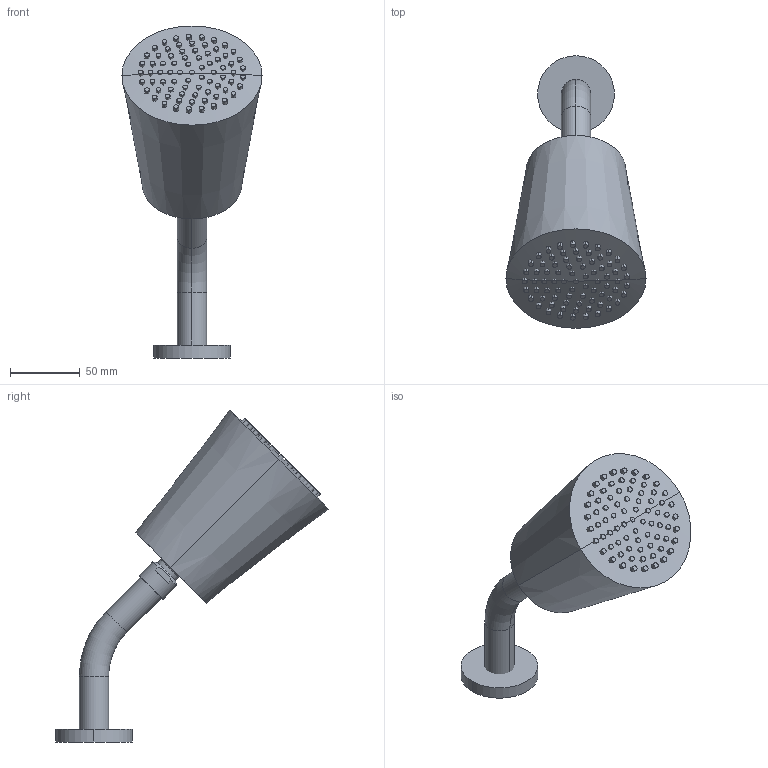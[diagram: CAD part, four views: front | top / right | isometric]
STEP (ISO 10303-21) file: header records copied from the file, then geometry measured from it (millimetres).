
FILE_DESCRIPTION (( 'STEP AP203' ), '1' );
FILE_NAME ('28504979-00.STEP', '2018-07-03T14:48:38', ( '' ), ( '' ), 'SwSTEP 2.0', 'SolidWorks 2017', '' );
FILE_SCHEMA (( 'CONFIG_CONTROL_DESIGN' ));
Length unit declared in the file: millimetre
Products named in the file (7): 28504979-00; Planungsmodell_Anschluss-+-09.11.03.011.90-01_-_K1; Planungsmodell_Gelenk-+-09.21.40.008.90-02_-_Default1; Planungsmodell_Gehaeuse-+-09.12.05.054.90-01_-_Default1; Planungsmodell_Einsatz-+-09.12.10.075.90-01_-_K1; Planungsmodell_Strahlmatte-+-09.12.10.075.90-01_-_K1; Planungsmodell_Rosette_rund-+-36.104.820-01_ _K36_55x9
Assembly tree (81 placements, depth 3):
  28504979-00
    Planungsmodell_Anschluss-+-09.11.03.011.90-01_-_K1
    Planungsmodell_Gelenk-+-09.21.40.008.90-02_-_Default1
    Planungsmodell_Gehaeuse-+-09.12.05.054.90-01_-_Default1
    Planungsmodell_Strahlmatte-+-09.12.10.075.90-01_-_K1
      Planungsmodell_Einsatz-+-09.12.10.075.90-01_-_K1  x76
    Planungsmodell_Rosette_rund-+-36.104.820-01_ _K36_55x9
Bounding box: 100.4 x 195.36 x 237.65 mm (x, y, z)
Volume: 736399.4 mm3; surface area: 65473.3 mm2
Topology: 80 solids, 80 shells, 336 faces, 525 edges, 347 vertices
Faces by surface type: cylinder 162, plane 162, sphere 4, cone 4, torus 2, bspline 2
Entity records: 4317 total; most frequent: CARTESIAN_POINT 489, DIRECTION 348, LOCAL_TIME 197, DATE_AND_TIME 197, COORDINATED_UNIVERSAL_TIME_OFFSET 197, CALENDAR_DATE 197, AXIS2_PLACEMENT_3D 163, ORIENTED_EDGE 140
